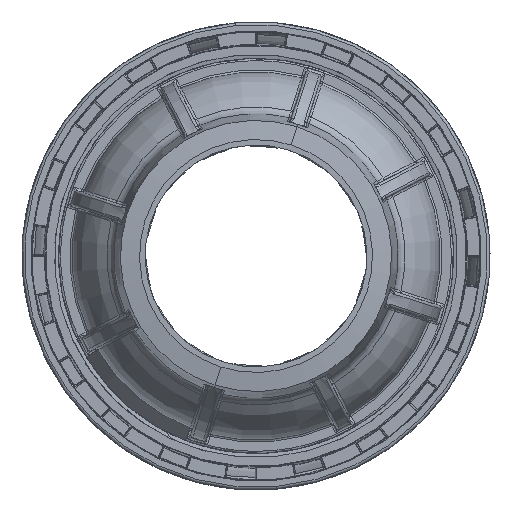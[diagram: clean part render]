
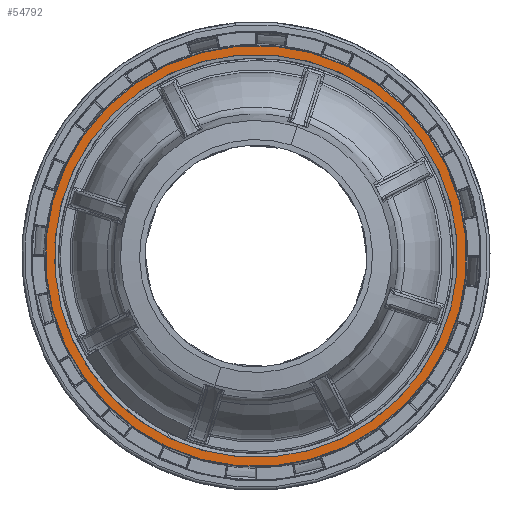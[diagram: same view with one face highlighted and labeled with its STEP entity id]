
A CAD part, front view. The second image highlights one B-rep face of the part: STEP entity #54792.
In plain terms, the highlighted planar face has unit normal (0, -1, 0).
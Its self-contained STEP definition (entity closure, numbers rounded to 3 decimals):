
#9503 = CIRCLE ( 'NONE', #9504, 38.908 ) ;
#9504 = AXIS2_PLACEMENT_3D ( 'NONE', #10879, #10880, #10881 ) ;
#9508 = CIRCLE ( 'NONE', #9510, 37.25 ) ;
#9510 = AXIS2_PLACEMENT_3D ( 'NONE', #10890, #10891, #10892 ) ;
#10879 = CARTESIAN_POINT ( 'NONE',  ( 0., 20.45, 0. ) ) ;
#10880 = DIRECTION ( 'NONE',  ( 0., -1., 0. ) ) ;
#10881 = DIRECTION ( 'NONE',  ( 0.088, 0., -0.996 ) ) ;
#10890 = CARTESIAN_POINT ( 'NONE',  ( 0., 20.45, 0. ) ) ;
#10891 = DIRECTION ( 'NONE',  ( 0., 1., 0. ) ) ;
#10892 = DIRECTION ( 'NONE',  ( 0.088, 0., -0.996 ) ) ;
#18676 = CARTESIAN_POINT ( 'NONE',  ( 3.266, 20.45, -37.107 ) ) ;
#18677 = CARTESIAN_POINT ( 'NONE',  ( -3.266, 20.45, 37.107 ) ) ;
#18678 = CARTESIAN_POINT ( 'NONE',  ( 3.411, 20.45, -38.759 ) ) ;
#18679 = CARTESIAN_POINT ( 'NONE',  ( -3.411, 20.45, 38.759 ) ) ;
#21537 = CIRCLE ( 'NONE', #21538, 37.25 ) ;
#21538 = AXIS2_PLACEMENT_3D ( 'NONE', #23230, #23231, #23232 ) ;
#21539 = CIRCLE ( 'NONE', #21541, 38.908 ) ;
#21541 = AXIS2_PLACEMENT_3D ( 'NONE', #23248, #23249, #23250 ) ;
#23230 = CARTESIAN_POINT ( 'NONE',  ( 0., 20.45, 0. ) ) ;
#23231 = DIRECTION ( 'NONE',  ( 0., 1., 0. ) ) ;
#23232 = DIRECTION ( 'NONE',  ( 0.088, 0., -0.996 ) ) ;
#23248 = CARTESIAN_POINT ( 'NONE',  ( 0., 20.45, 0. ) ) ;
#23249 = DIRECTION ( 'NONE',  ( 0., -1., 0. ) ) ;
#23250 = DIRECTION ( 'NONE',  ( 0.088, 0., -0.996 ) ) ;
#30321 = FACE_OUTER_BOUND ( 'NONE', #52390, .T. ) ;
#30322 = FACE_BOUND ( 'NONE', #52389, .T. ) ;
#33623 = AXIS2_PLACEMENT_3D ( 'NONE', #35040, #35041, #35042 ) ;
#35039 = PLANE ( 'NONE',  #33623 ) ;
#35040 = CARTESIAN_POINT ( 'NONE',  ( -37.107, 20.45, -3.266 ) ) ;
#35041 = DIRECTION ( 'NONE',  ( 0., 1., 0. ) ) ;
#35042 = DIRECTION ( 'NONE',  ( 0.088, 0., -0.996 ) ) ;
#41266 = EDGE_CURVE ( 'NONE', #45226, #45224, #9503, .T. ) ;
#41270 = EDGE_CURVE ( 'NONE', #45223, #45221, #9508, .T. ) ;
#45221 = VERTEX_POINT ( 'NONE', #18676 ) ;
#45223 = VERTEX_POINT ( 'NONE', #18677 ) ;
#45224 = VERTEX_POINT ( 'NONE', #18678 ) ;
#45226 = VERTEX_POINT ( 'NONE', #18679 ) ;
#48946 = EDGE_CURVE ( 'NONE', #45221, #45223, #21537, .T. ) ;
#48949 = EDGE_CURVE ( 'NONE', #45224, #45226, #21539, .T. ) ;
#51532 = ORIENTED_EDGE ( 'NONE', *, *, #48946, .T. ) ;
#51533 = ORIENTED_EDGE ( 'NONE', *, *, #48949, .T. ) ;
#51535 = ORIENTED_EDGE ( 'NONE', *, *, #41266, .T. ) ;
#51536 = ORIENTED_EDGE ( 'NONE', *, *, #41270, .T. ) ;
#52389 = EDGE_LOOP ( 'NONE', ( #51532, #51536 ) ) ;
#52390 = EDGE_LOOP ( 'NONE', ( #51533, #51535 ) ) ;
#54792 = ADVANCED_FACE ( 'NONE', ( #30321, #30322 ), #35039, .F. ) ;
